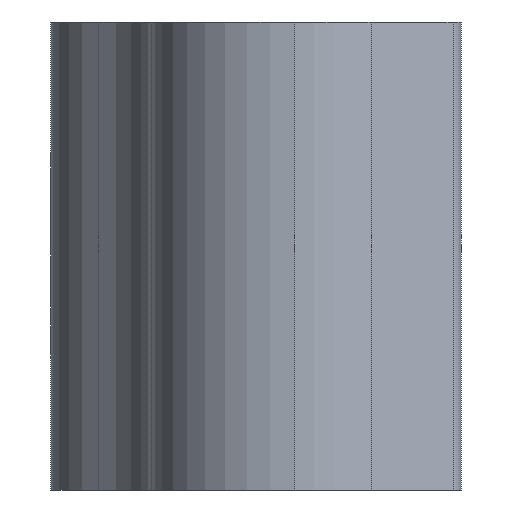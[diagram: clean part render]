
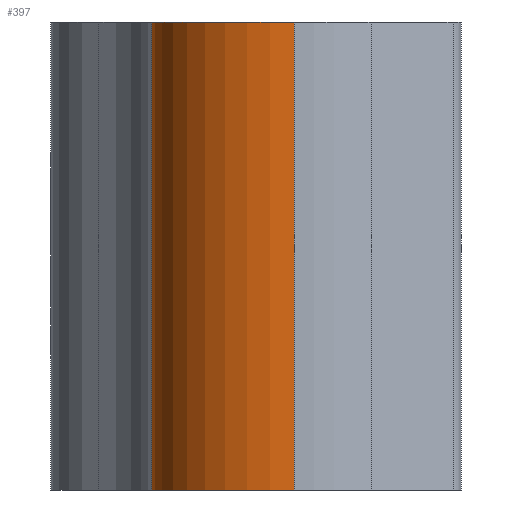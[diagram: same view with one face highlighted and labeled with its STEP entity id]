
A CAD part, left-side view. The second image highlights one B-rep face of the part: STEP entity #397.
In plain terms, the highlighted cylindrical face has radius 3.489 mm (diameter 6.978 mm), a partial arc.
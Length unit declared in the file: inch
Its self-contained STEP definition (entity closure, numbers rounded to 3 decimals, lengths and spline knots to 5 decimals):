
#17 = LINE ( 'NONE', #544, #210 ) ;
#98 = AXIS2_PLACEMENT_3D ( 'NONE', #563, #823, #913 ) ;
#131 = DIRECTION ( 'NONE',  ( 0., 0., -1. ) ) ;
#170 = DIRECTION ( 'NONE',  ( 1., 0., 0. ) ) ;
#210 = VECTOR ( 'NONE', #307, 39.37008 ) ;
#220 = LINE ( 'NONE', #907, #1094 ) ;
#307 = DIRECTION ( 'NONE',  ( 0., 0., -1. ) ) ;
#312 = AXIS2_PLACEMENT_3D ( 'NONE', #424, #760, #170 ) ;
#324 = EDGE_CURVE ( 'NONE', #643, #925, #17, .T. ) ;
#340 = DIRECTION ( 'NONE',  ( -1., 0., 0. ) ) ;
#397 = ADVANCED_FACE ( 'NONE', ( #495 ), #999, .T. ) ;
#424 = CARTESIAN_POINT ( 'NONE',  ( -0.49758, 0.77961, 0. ) ) ;
#455 = CARTESIAN_POINT ( 'NONE',  ( -0.50369, 0.91683, 0.45 ) ) ;
#495 = FACE_OUTER_BOUND ( 'NONE', #862, .T. ) ;
#509 = EDGE_CURVE ( 'NONE', #925, #651, #1084, .T. ) ;
#543 = CARTESIAN_POINT ( 'NONE',  ( -0.63494, 0.77961, 0. ) ) ;
#544 = CARTESIAN_POINT ( 'NONE',  ( -0.50369, 0.91683, 0.45 ) ) ;
#545 = ORIENTED_EDGE ( 'NONE', *, *, #874, .F. ) ;
#563 = CARTESIAN_POINT ( 'NONE',  ( -0.49758, 0.77961, 0.45 ) ) ;
#618 = ORIENTED_EDGE ( 'NONE', *, *, #509, .T. ) ;
#643 = VERTEX_POINT ( 'NONE', #455 ) ;
#649 = ORIENTED_EDGE ( 'NONE', *, *, #324, .T. ) ;
#651 = VERTEX_POINT ( 'NONE', #543 ) ;
#760 = DIRECTION ( 'NONE',  ( 0., 0., 1. ) ) ;
#815 = CARTESIAN_POINT ( 'NONE',  ( -0.63494, 0.77961, 0.45 ) ) ;
#823 = DIRECTION ( 'NONE',  ( 0., 0., 1. ) ) ;
#836 = CIRCLE ( 'NONE', #98, 0.13736 ) ;
#862 = EDGE_LOOP ( 'NONE', ( #545, #995, #649, #618 ) ) ;
#874 = EDGE_CURVE ( 'NONE', #899, #651, #220, .T. ) ;
#899 = VERTEX_POINT ( 'NONE', #815 ) ;
#907 = CARTESIAN_POINT ( 'NONE',  ( -0.63494, 0.77961, 0.45 ) ) ;
#911 = EDGE_CURVE ( 'NONE', #643, #899, #836, .T. ) ;
#913 = DIRECTION ( 'NONE',  ( 1., 0., 0. ) ) ;
#925 = VERTEX_POINT ( 'NONE', #1108 ) ;
#931 = AXIS2_PLACEMENT_3D ( 'NONE', #1110, #1104, #340 ) ;
#995 = ORIENTED_EDGE ( 'NONE', *, *, #911, .F. ) ;
#999 = CYLINDRICAL_SURFACE ( 'NONE', #931, 0.13736 ) ;
#1084 = CIRCLE ( 'NONE', #312, 0.13736 ) ;
#1094 = VECTOR ( 'NONE', #131, 39.37008 ) ;
#1104 = DIRECTION ( 'NONE',  ( 0., 0., -1. ) ) ;
#1108 = CARTESIAN_POINT ( 'NONE',  ( -0.50369, 0.91683, 0. ) ) ;
#1110 = CARTESIAN_POINT ( 'NONE',  ( -0.49758, 0.77961, 0.45 ) ) ;
